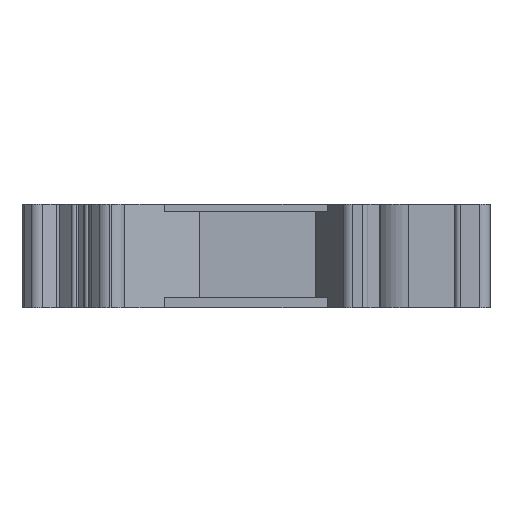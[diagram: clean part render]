
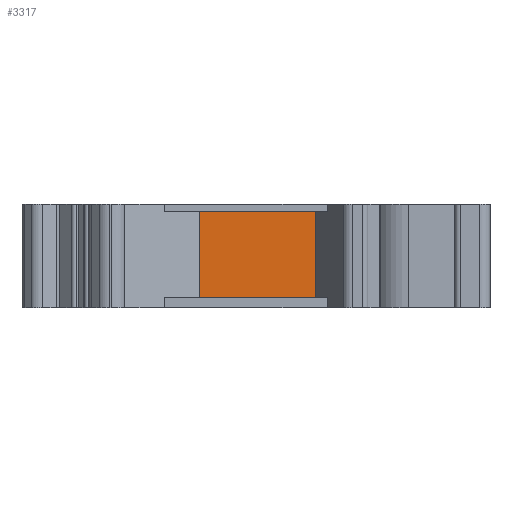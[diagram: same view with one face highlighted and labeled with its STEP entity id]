
A CAD part, left-side view. The second image highlights one B-rep face of the part: STEP entity #3317.
In plain terms, the highlighted planar face has unit normal (-1, 0, 0).
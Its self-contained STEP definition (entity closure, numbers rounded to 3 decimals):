
#713=DIRECTION('',(0.,1.,0.));
#714=VECTOR('',#713,11.414);
#715=CARTESIAN_POINT('',(-16.014,10.946,-4.1));
#716=LINE('',#715,#714);
#757=DIRECTION('',(0.,0.,1.));
#758=VECTOR('',#757,8.5);
#759=CARTESIAN_POINT('',(-16.014,10.946,-4.1));
#760=LINE('',#759,#758);
#761=DIRECTION('',(0.,0.,1.));
#762=VECTOR('',#761,8.5);
#763=CARTESIAN_POINT('',(-16.014,22.361,-4.1));
#764=LINE('',#763,#762);
#773=DIRECTION('',(0.,1.,0.));
#774=VECTOR('',#773,11.414);
#775=CARTESIAN_POINT('',(-16.014,10.946,4.4));
#776=LINE('',#775,#774);
#2781=CARTESIAN_POINT('',(-16.014,10.946,-4.1));
#2782=CARTESIAN_POINT('',(-16.014,22.361,-4.1));
#2783=VERTEX_POINT('',#2781);
#2784=VERTEX_POINT('',#2782);
#2789=CARTESIAN_POINT('',(-16.014,10.946,4.4));
#2790=CARTESIAN_POINT('',(-16.014,22.361,4.4));
#2791=VERTEX_POINT('',#2789);
#2792=VERTEX_POINT('',#2790);
#3304=CARTESIAN_POINT('',(-16.014,10.946,-4.1));
#3305=DIRECTION('',(1.,0.,0.));
#3306=DIRECTION('',(0.,1.,0.));
#3307=AXIS2_PLACEMENT_3D('',#3304,#3305,#3306);
#3308=PLANE('',#3307);
#3309=ORIENTED_EDGE('',*,*,#3232,.T.);
#3311=ORIENTED_EDGE('',*,*,#3310,.T.);
#3313=ORIENTED_EDGE('',*,*,#3312,.F.);
#3314=ORIENTED_EDGE('',*,*,#3291,.F.);
#3315=EDGE_LOOP('',(#3309,#3311,#3313,#3314));
#3316=FACE_OUTER_BOUND('',#3315,.F.);
#3317=ADVANCED_FACE('',(#3316),#3308,.F.);
#3232=EDGE_CURVE('',#2783,#2784,#716,.T.);
#3291=EDGE_CURVE('',#2783,#2791,#760,.T.);
#3310=EDGE_CURVE('',#2784,#2792,#764,.T.);
#3312=EDGE_CURVE('',#2791,#2792,#776,.T.);
